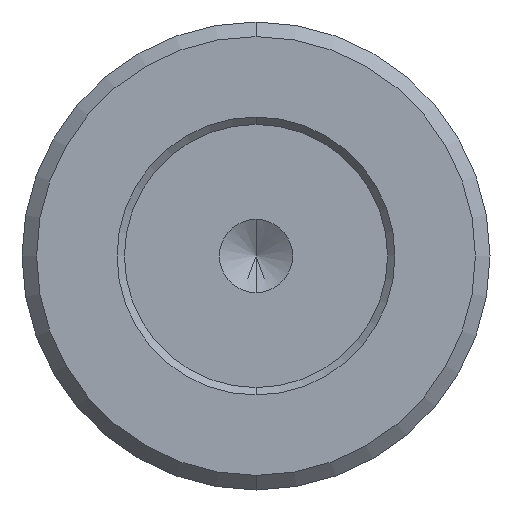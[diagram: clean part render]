
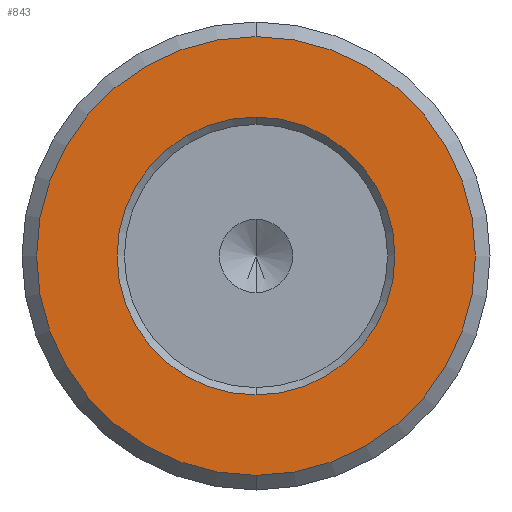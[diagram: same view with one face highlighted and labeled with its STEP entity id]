
A CAD part, front view. The second image highlights one B-rep face of the part: STEP entity #843.
In plain terms, the highlighted planar face has unit normal (0, -1, 0).
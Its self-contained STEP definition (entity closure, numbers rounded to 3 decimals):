
#4 = AXIS2_PLACEMENT_3D ( 'NONE', #98, #565, #165 ) ;
#9 = FACE_OUTER_BOUND ( 'NONE', #242, .T. ) ;
#22 = DIRECTION ( 'NONE',  ( 0., 0., 1. ) ) ;
#84 = VERTEX_POINT ( 'NONE', #1002 ) ;
#87 = ORIENTED_EDGE ( 'NONE', *, *, #141, .F. ) ;
#98 = CARTESIAN_POINT ( 'NONE',  ( 0., -38.1, 0. ) ) ;
#108 = PLANE ( 'NONE',  #924 ) ;
#126 = AXIS2_PLACEMENT_3D ( 'NONE', #207, #673, #127 ) ;
#127 = DIRECTION ( 'NONE',  ( 0., 0., 1. ) ) ;
#133 = CIRCLE ( 'NONE', #4, 15. ) ;
#141 = EDGE_CURVE ( 'NONE', #380, #84, #322, .T. ) ;
#154 = CARTESIAN_POINT ( 'NONE',  ( 0., -38.1, -15. ) ) ;
#165 = DIRECTION ( 'NONE',  ( 0., 0., 1. ) ) ;
#188 = ORIENTED_EDGE ( 'NONE', *, *, #512, .F. ) ;
#189 = CARTESIAN_POINT ( 'NONE',  ( 9.5, -38.1, 0. ) ) ;
#207 = CARTESIAN_POINT ( 'NONE',  ( 0., -38.1, 0. ) ) ;
#242 = EDGE_LOOP ( 'NONE', ( #350, #521 ) ) ;
#256 = EDGE_CURVE ( 'NONE', #940, #562, #404, .T. ) ;
#269 = CARTESIAN_POINT ( 'NONE',  ( 0., -38.1, 15. ) ) ;
#271 = DIRECTION ( 'NONE',  ( 0., 0., 1. ) ) ;
#322 = CIRCLE ( 'NONE', #126, 9.5 ) ;
#327 = DIRECTION ( 'NONE',  ( 0., 0., 1. ) ) ;
#350 = ORIENTED_EDGE ( 'NONE', *, *, #256, .F. ) ;
#351 = CARTESIAN_POINT ( 'NONE',  ( 0., -38.1, 0. ) ) ;
#375 = FACE_BOUND ( 'NONE', #888, .T. ) ;
#380 = VERTEX_POINT ( 'NONE', #487 ) ;
#404 = CIRCLE ( 'NONE', #857, 15. ) ;
#405 = CARTESIAN_POINT ( 'NONE',  ( 0., -38.1, 0. ) ) ;
#487 = CARTESIAN_POINT ( 'NONE',  ( 0., -38.1, 9.5 ) ) ;
#512 = EDGE_CURVE ( 'NONE', #84, #380, #605, .T. ) ;
#521 = ORIENTED_EDGE ( 'NONE', *, *, #894, .F. ) ;
#562 = VERTEX_POINT ( 'NONE', #154 ) ;
#565 = DIRECTION ( 'NONE',  ( 0., 1., 0. ) ) ;
#575 = DIRECTION ( 'NONE',  ( 0., 1., 0. ) ) ;
#605 = CIRCLE ( 'NONE', #726, 9.5 ) ;
#673 = DIRECTION ( 'NONE',  ( 0., -1., 0. ) ) ;
#726 = AXIS2_PLACEMENT_3D ( 'NONE', #405, #858, #327 ) ;
#801 = DIRECTION ( 'NONE',  ( 0., 1., 0. ) ) ;
#843 = ADVANCED_FACE ( 'NONE', ( #375, #9 ), #108, .F. ) ;
#857 = AXIS2_PLACEMENT_3D ( 'NONE', #351, #801, #271 ) ;
#858 = DIRECTION ( 'NONE',  ( 0., -1., 0. ) ) ;
#888 = EDGE_LOOP ( 'NONE', ( #87, #188 ) ) ;
#894 = EDGE_CURVE ( 'NONE', #562, #940, #133, .T. ) ;
#924 = AXIS2_PLACEMENT_3D ( 'NONE', #189, #575, #22 ) ;
#940 = VERTEX_POINT ( 'NONE', #269 ) ;
#1002 = CARTESIAN_POINT ( 'NONE',  ( 0., -38.1, -9.5 ) ) ;
